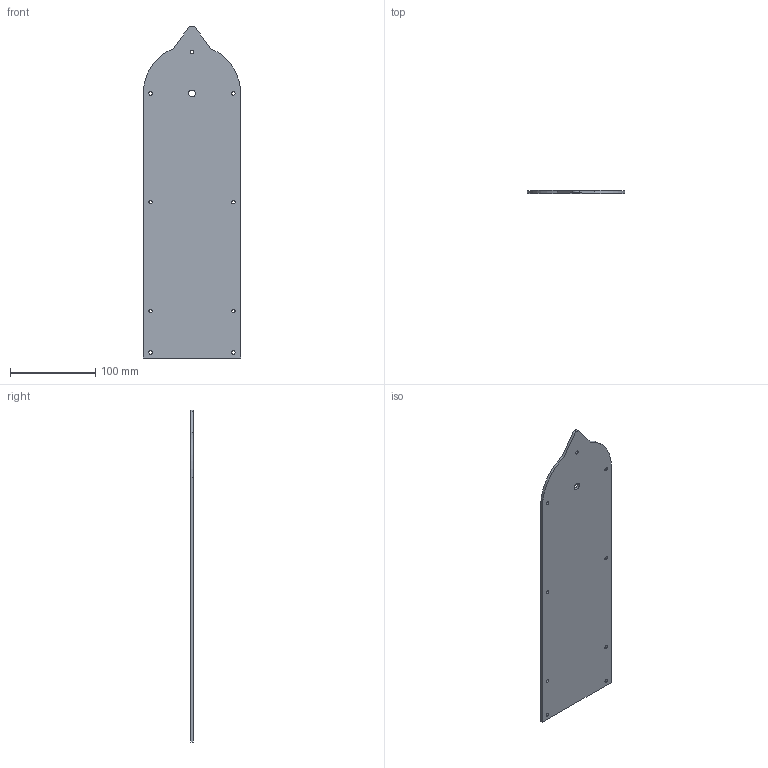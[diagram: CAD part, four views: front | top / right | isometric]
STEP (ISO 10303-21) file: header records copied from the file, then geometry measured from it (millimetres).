
FILE_DESCRIPTION(/* description */ (''),/* implementation_level */ '2;1');
FILE_NAME(/* name */ 'Discus_Case_Cover_Front',/* time_stamp */ '2022-02-20T23:07:56+01:00',/* author */ (''),/* organization */ (''),/* preprocessor_version */ 'ST-DEVELOPER v16.5',/* originating_system */ 'Rhino 7.15',/* authorisation */ '');
FILE_SCHEMA (('CONFIG_CONTROL_DESIGN'));
Length unit declared in the file: millimetre
Products named in the file (1): Document
Bounding box: 114 x 3 x 389 mm (x, y, z)
Volume: 122380.6 mm3; surface area: 84816.3 mm2
Topology: 1 solids, 1 shells, 20 faces, 54 edges, 36 vertices
Faces by surface type: cylinder 13, plane 7
Full cylindrical faces by diameter (mm): 4 x9, 8 x1
Entity records: 776 total; most frequent: CARTESIAN_POINT 326, ORIENTED_EDGE 108, EDGE_CURVE 54, EDGE_LOOP 40, VERTEX_POINT 36, DIRECTION 24, AXIS2_PLACEMENT_3D 22, FACE_BOUND 20
